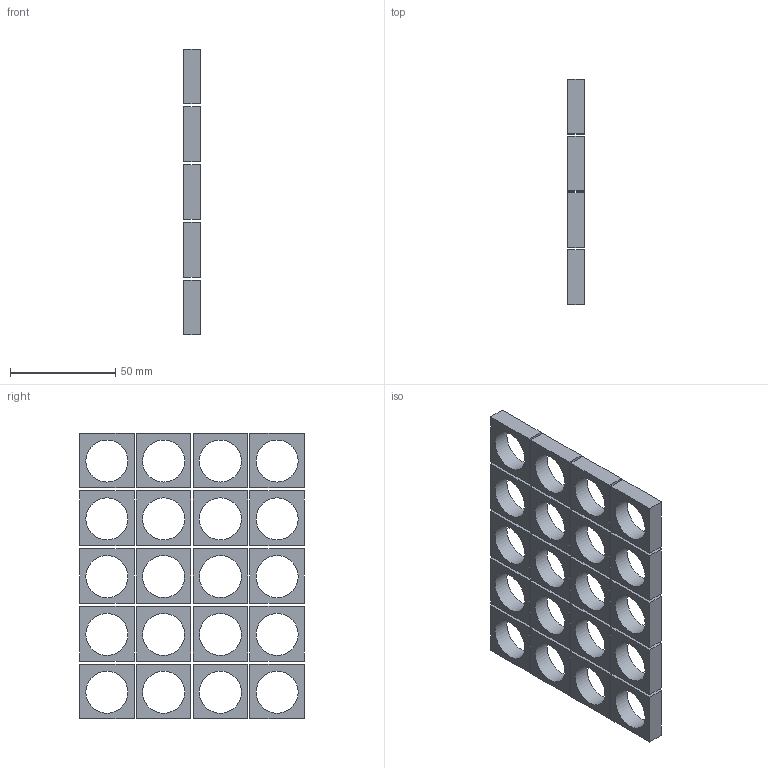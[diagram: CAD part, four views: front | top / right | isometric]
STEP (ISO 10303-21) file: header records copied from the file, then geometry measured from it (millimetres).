
FILE_DESCRIPTION(/* description */ (''),/* implementation_level */ '2;1');
FILE_NAME(/* name */ 'tool spacer 20mm v1.stp',/* time_stamp */ '2021-10-12T21:21:27+01:00',/* author */ (''),/* organization */ (''),/* preprocessor_version */ 'ST-DEVELOPER v18.1',/* originating_system */ 'Autodesk Translation Framework v10.10.0.1391',/* authorisation */ '');
FILE_SCHEMA (('AUTOMOTIVE_DESIGN { 1 0 10303 214 3 1 1 }'));
Length unit declared in the file: millimetre
Products named in the file (1): tool spacer 20mm
Bounding box: 8 x 107 x 136 mm (x, y, z)
Volume: 57894.5 mm3; surface area: 41166.7 mm2
Topology: 20 solids, 20 shells, 140 faces, 300 edges, 200 vertices
Faces by surface type: plane 120, cylinder 20
Full cylindrical faces by diameter (mm): 20 x20
Entity records: 3838 total; most frequent: CARTESIAN_POINT 641, DIRECTION 622, ORIENTED_EDGE 600, EDGE_CURVE 300, LINE 260, VECTOR 260, VERTEX_POINT 200, AXIS2_PLACEMENT_3D 181
